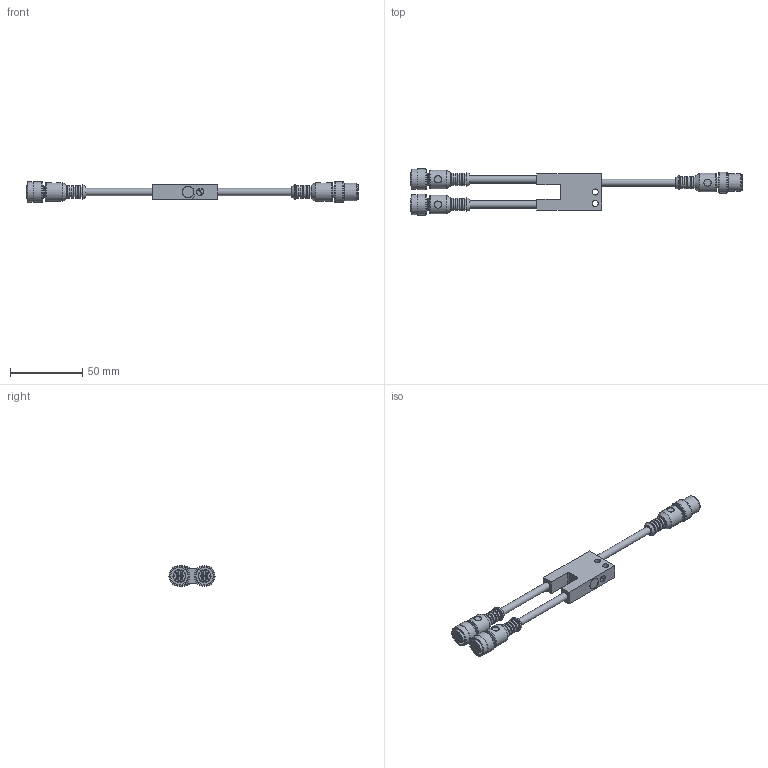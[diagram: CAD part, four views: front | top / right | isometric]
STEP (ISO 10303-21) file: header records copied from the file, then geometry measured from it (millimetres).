
FILE_DESCRIPTION(/* description */ ('DISO X xxx'),/* implementation_level */ '2;1');
FILE_NAME(/* name */ 'AV2 UND-ODER-PS-IBS.stp',/* time_stamp */ '2015-07-22T09:03:25+02:00',/* author */ ('lck'),/* organization */ (''),/* preprocessor_version */ 'ST-DEVELOPER v15.6',/* originating_system */ 'Autodesk Inventor 2015',/* authorisation */ '');
FILE_SCHEMA (('AUTOMOTIVE_DESIGN { 1 0 10303 214 3 1 1 }'));
Length unit declared in the file: millimetre
Products named in the file (1): Bauteil71
Bounding box: 230.3 x 32 x 14.5 mm (x, y, z)
Volume: 24012 mm3; surface area: 14516.5 mm2
Topology: 2 solids, 4 shells, 425 faces, 981 edges, 637 vertices
Faces by surface type: plane 220, cylinder 144, cone 37, torus 24
Full cylindrical faces by diameter (mm): 1 x14, 4.2 x2, 5 x2, 5.05 x2, 5.8 x1, 7 x1, 7.5 x6, 8 x4, 8.1 x1, 8.5 x12, 9 x1, 10 x3, 10.8 x1, 11.25 x1, 12 x3, 13 x3, 14 x4, 14.25 x2, 14.5 x3
Entity records: 11775 total; most frequent: DIRECTION 2011, CARTESIAN_POINT 1975, ORIENTED_EDGE 1648, EDGE_CURVE 824, AXIS2_PLACEMENT_3D 772, EDGE_LOOP 630, VERTEX_POINT 608, LINE 467
